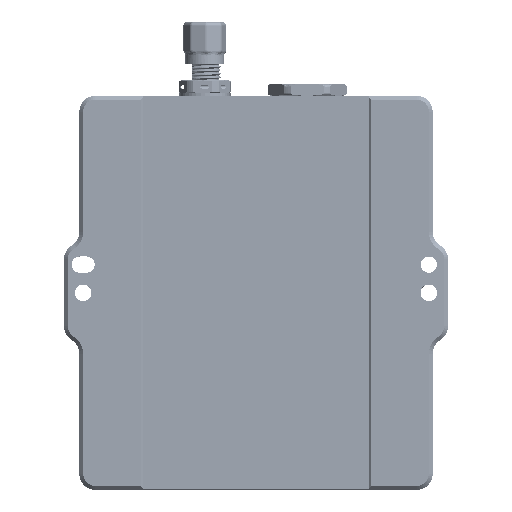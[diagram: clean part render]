
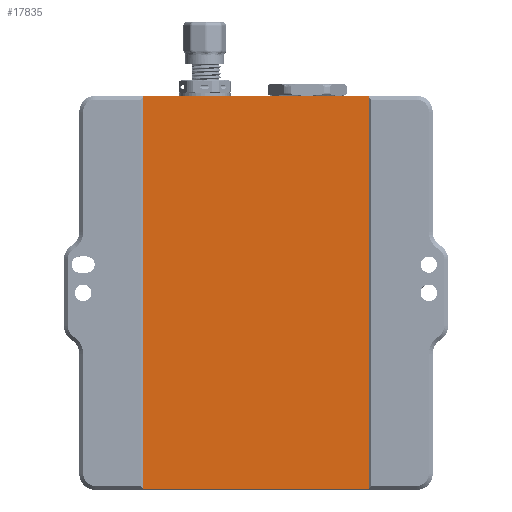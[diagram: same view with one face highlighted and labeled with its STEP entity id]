
A CAD part, top view. The second image highlights one B-rep face of the part: STEP entity #17835.
In plain terms, the highlighted face is planar.
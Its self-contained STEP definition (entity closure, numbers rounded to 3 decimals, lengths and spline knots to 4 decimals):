
#1394=LINE('',#25522,#2705);
#1408=LINE('',#25566,#2719);
#1411=LINE('',#25571,#2722);
#1412=LINE('',#25573,#2723);
#2705=VECTOR('',#20803,1.76);
#2719=VECTOR('',#20839,3.068);
#2722=VECTOR('',#20844,3.068);
#2723=VECTOR('',#20847,1.76);
#3961=PLANE('',#18955);
#4779=FACE_OUTER_BOUND('',#5813,.T.);
#5813=EDGE_LOOP('',(#12531,#12532,#12533,#12534));
#8013=VERTEX_POINT('',#25519);
#8014=VERTEX_POINT('',#25521);
#8033=VERTEX_POINT('',#25565);
#8034=VERTEX_POINT('',#25569);
#9845=EDGE_CURVE('',#8013,#8014,#1394,.T.);
#9867=EDGE_CURVE('',#8033,#8014,#1408,.T.);
#9870=EDGE_CURVE('',#8013,#8034,#1411,.T.);
#9871=EDGE_CURVE('',#8033,#8034,#1412,.T.);
#12531=ORIENTED_EDGE('',*,*,#9845,.F.);
#12532=ORIENTED_EDGE('',*,*,#9870,.T.);
#12533=ORIENTED_EDGE('',*,*,#9871,.F.);
#12534=ORIENTED_EDGE('',*,*,#9867,.T.);
#17835=ADVANCED_FACE('',(#4779),#3961,.F.);
#18955=AXIS2_PLACEMENT_3D('',#25572,#20845,#20846);
#20803=DIRECTION('',(-1.,0.,0.));
#20839=DIRECTION('',(0.,1.,0.));
#20844=DIRECTION('',(0.,-1.,0.));
#20845=DIRECTION('center_axis',(0.,0.,1.));
#20846=DIRECTION('ref_axis',(1.,0.,0.));
#20847=DIRECTION('',(1.,0.,0.));
#25519=CARTESIAN_POINT('',(0.88,1.534,0.025));
#25521=CARTESIAN_POINT('',(-0.88,1.534,0.025));
#25522=CARTESIAN_POINT('',(-0.36,1.534,0.025));
#25565=CARTESIAN_POINT('',(-0.88,-1.534,0.025));
#25566=CARTESIAN_POINT('',(-0.88,-1.539,0.025));
#25569=CARTESIAN_POINT('',(0.88,-1.534,0.025));
#25571=CARTESIAN_POINT('',(0.88,1.539,0.025));
#25572=CARTESIAN_POINT('Origin',(0.,0.,
0.025));
#25573=CARTESIAN_POINT('',(0.36,-1.534,0.025));
